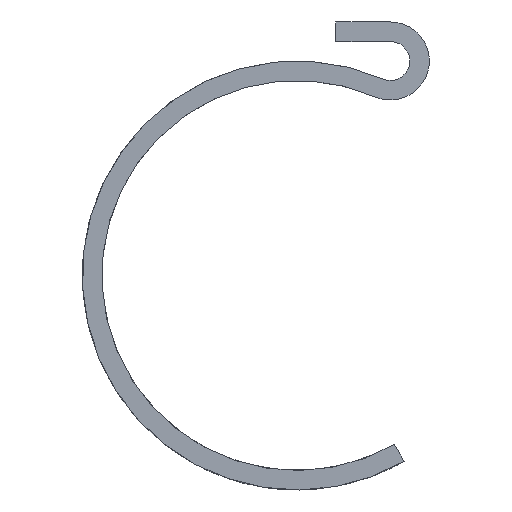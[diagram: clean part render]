
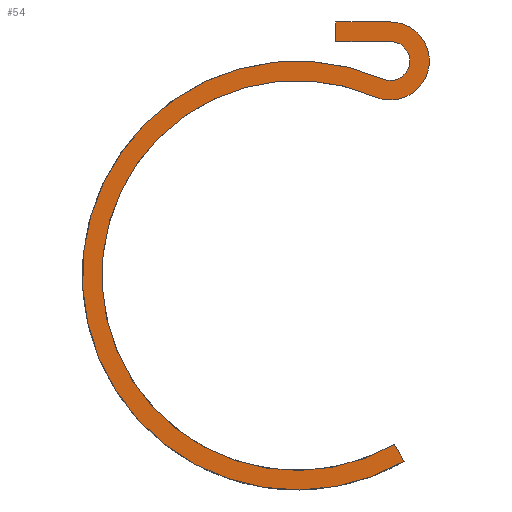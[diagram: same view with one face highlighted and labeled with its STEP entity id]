
A CAD part, left-side view. The second image highlights one B-rep face of the part: STEP entity #54.
In plain terms, the highlighted planar face has unit normal (-1, 0, 0).
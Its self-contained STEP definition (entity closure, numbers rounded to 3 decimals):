
#54 = ADVANCED_FACE( '', ( #104 ), #105, .F. );
#104 = FACE_OUTER_BOUND( '', #147, .T. );
#105 = PLANE( '', #148 );
#147 = EDGE_LOOP( '', ( #237, #238, #239, #240, #241, #242, #243, #244 ) );
#148 = AXIS2_PLACEMENT_3D( '', #245, #246, #247 );
#237 = ORIENTED_EDGE( '', *, *, #282, .F. );
#238 = ORIENTED_EDGE( '', *, *, #265, .F. );
#239 = ORIENTED_EDGE( '', *, *, #286, .T. );
#240 = ORIENTED_EDGE( '', *, *, #270, .F. );
#241 = ORIENTED_EDGE( '', *, *, #298, .F. );
#242 = ORIENTED_EDGE( '', *, *, #289, .T. );
#243 = ORIENTED_EDGE( '', *, *, #277, .F. );
#244 = ORIENTED_EDGE( '', *, *, #295, .F. );
#245 = CARTESIAN_POINT( '', ( 0., -3.117, 7.15 ) );
#246 = DIRECTION( '', ( 1., 0., 0. ) );
#247 = DIRECTION( '', ( 0., 0., -1. ) );
#265 = EDGE_CURVE( '', #307, #308, #309, .T. );
#270 = EDGE_CURVE( '', #316, #317, #318, .T. );
#277 = EDGE_CURVE( '', #329, #330, #331, .T. );
#282 = EDGE_CURVE( '', #308, #338, #339, .T. );
#286 = EDGE_CURVE( '', #307, #317, #344, .T. );
#289 = EDGE_CURVE( '', #347, #330, #348, .T. );
#295 = EDGE_CURVE( '', #338, #329, #357, .T. );
#298 = EDGE_CURVE( '', #347, #316, #360, .T. );
#307 = VERTEX_POINT( '', #369 );
#308 = VERTEX_POINT( '', #370 );
#309 = LINE( '', #371, #372 );
#316 = VERTEX_POINT( '', #382 );
#317 = VERTEX_POINT( '', #383 );
#318 = CIRCLE( '', #384, 7.15 );
#329 = VERTEX_POINT( '', #398 );
#330 = VERTEX_POINT( '', #399 );
#331 = CIRCLE( '', #400, 1.3 );
#338 = VERTEX_POINT( '', #409 );
#339 = LINE( '', #410, #411 );
#344 = CIRCLE( '', #418, 0.65 );
#347 = VERTEX_POINT( '', #421 );
#348 = CIRCLE( '', #422, 6.5 );
#357 = LINE( '', #433, #434 );
#360 = LINE( '', #438, #439 );
#369 = CARTESIAN_POINT( '', ( 0., -3.117, 7.8 ) );
#370 = CARTESIAN_POINT( '', ( 0., -1.3, 7.8 ) );
#371 = CARTESIAN_POINT( '', ( 0., -3.117, 7.8 ) );
#372 = VECTOR( '', #450, 1000. );
#382 = CARTESIAN_POINT( '', ( 0., -3.575, -6.192 ) );
#383 = CARTESIAN_POINT( '', ( 0., -2.858, 6.554 ) );
#384 = AXIS2_PLACEMENT_3D( '', #454, #455, #456 );
#398 = CARTESIAN_POINT( '', ( 0., -3.117, 8.45 ) );
#399 = CARTESIAN_POINT( '', ( 0., -2.598, 5.958 ) );
#400 = AXIS2_PLACEMENT_3D( '', #466, #467, #468 );
#409 = CARTESIAN_POINT( '', ( 0., -1.3, 8.45 ) );
#410 = CARTESIAN_POINT( '', ( 0., -1.3, 7.8 ) );
#411 = VECTOR( '', #474, 1000. );
#418 = AXIS2_PLACEMENT_3D( '', #477, #478, #479 );
#421 = CARTESIAN_POINT( '', ( 0., -3.25, -5.629 ) );
#422 = AXIS2_PLACEMENT_3D( '', #483, #484, #485 );
#433 = CARTESIAN_POINT( '', ( 0., -1.3, 8.45 ) );
#434 = VECTOR( '', #494, 1000. );
#438 = CARTESIAN_POINT( '', ( 0., -3.25, -5.629 ) );
#439 = VECTOR( '', #496, 1000. );
#450 = DIRECTION( '', ( 0., 1., 0. ) );
#454 = CARTESIAN_POINT( '', ( 0., 0., 0. ) );
#455 = DIRECTION( '', ( 1., 0., 0. ) );
#456 = DIRECTION( '', ( 0., 0., -1. ) );
#466 = CARTESIAN_POINT( '', ( 0., -3.117, 7.15 ) );
#467 = DIRECTION( '', ( 1., 0., 0. ) );
#468 = DIRECTION( '', ( 0., 0., -1. ) );
#474 = DIRECTION( '', ( 0., 0., 1. ) );
#477 = CARTESIAN_POINT( '', ( 0., -3.117, 7.15 ) );
#478 = DIRECTION( '', ( 1., 0., 0. ) );
#479 = DIRECTION( '', ( 0., 0., -1. ) );
#483 = CARTESIAN_POINT( '', ( 0., 0., 0. ) );
#484 = DIRECTION( '', ( 1., 0., 0. ) );
#485 = DIRECTION( '', ( 0., 0., -1. ) );
#494 = DIRECTION( '', ( 0., -1., 0. ) );
#496 = DIRECTION( '', ( 0., -0.5, -0.866 ) );
